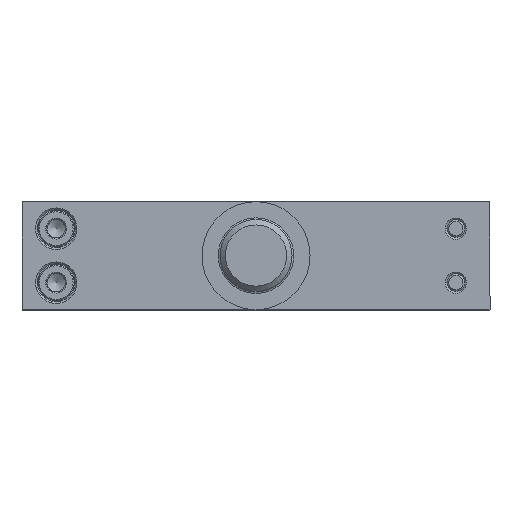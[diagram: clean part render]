
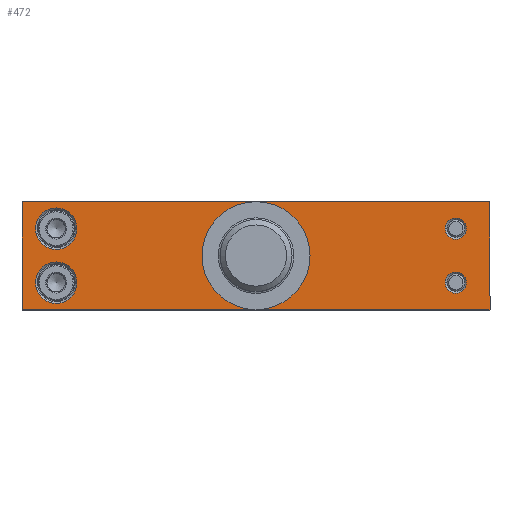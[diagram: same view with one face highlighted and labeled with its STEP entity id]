
A CAD part, top view. The second image highlights one B-rep face of the part: STEP entity #472.
In plain terms, the highlighted face is planar.
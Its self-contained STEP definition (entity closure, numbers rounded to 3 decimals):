
#339=CARTESIAN_POINT('',(-65.,15.,-12.5));
#340=VERTEX_POINT('',#339);
#347=CARTESIAN_POINT('',(-65.0,-15.,-12.5));
#348=VERTEX_POINT('',#347);
#349=CARTESIAN_POINT('',(-65.,15.,-12.5));
#350=DIRECTION('',(0.0,-1.0,0.0));
#351=VECTOR('',#350,30.0);
#352=LINE('',#349,#351);
#353=EDGE_CURVE('',#340,#348,#352,.T.);
#383=CARTESIAN_POINT('',(-58.458,-7.5,-12.5));
#384=VERTEX_POINT('',#383);
#385=CARTESIAN_POINT('',(-55.5,-7.5,-12.5));
#386=DIRECTION('',(0.0,0.0,-1.0));
#387=DIRECTION('',(1.0,0.0,0.0));
#388=AXIS2_PLACEMENT_3D('',#385,#386,#387);
#389=CIRCLE('',#388,2.958);
#390=EDGE_CURVE('',#384,#384,#389,.T.);
#395=CARTESIAN_POINT('',(0.,0.,-12.5));
#396=DIRECTION('',(0.0,0.0,1.0));
#397=DIRECTION('',(1.0,0.0,0.0));
#398=AXIS2_PLACEMENT_3D('',#395,#396,#397);
#399=PLANE('',#398);
#400=ORIENTED_EDGE('',*,*,#353,.F.);
#401=CARTESIAN_POINT('',(65.,15.,-12.5));
#402=VERTEX_POINT('',#401);
#403=CARTESIAN_POINT('',(65.,15.,-12.5));
#404=DIRECTION('',(-1.0,0.0,0.0));
#405=VECTOR('',#404,130.0);
#406=LINE('',#403,#405);
#407=EDGE_CURVE('',#402,#340,#406,.T.);
#408=ORIENTED_EDGE('',*,*,#407,.F.);
#409=CARTESIAN_POINT('',(65.,-15.,-12.5));
#410=VERTEX_POINT('',#409);
#411=CARTESIAN_POINT('',(65.,-15.,-12.5));
#412=DIRECTION('',(0.0,1.0,0.0));
#413=VECTOR('',#412,30.);
#414=LINE('',#411,#413);
#415=EDGE_CURVE('',#410,#402,#414,.T.);
#416=ORIENTED_EDGE('',*,*,#415,.F.);
#417=CARTESIAN_POINT('',(-65.0,-15.,-12.5));
#418=DIRECTION('',(1.0,0.0,0.0));
#419=VECTOR('',#418,130.);
#420=LINE('',#417,#419);
#421=EDGE_CURVE('',#348,#410,#420,.T.);
#422=ORIENTED_EDGE('',*,*,#421,.F.);
#423=EDGE_LOOP('',(#400,#408,#416,#422));
#424=FACE_OUTER_BOUND('',#423,.T.);
#425=CARTESIAN_POINT('',(49.75,7.5,-12.5));
#426=VERTEX_POINT('',#425);
#427=CARTESIAN_POINT('',(55.5,7.5,-12.5));
#428=DIRECTION('',(0.0,0.0,-1.0));
#429=DIRECTION('',(1.0,0.0,0.0));
#430=AXIS2_PLACEMENT_3D('',#427,#428,#429);
#431=CIRCLE('',#430,5.75);
#432=EDGE_CURVE('',#426,#426,#431,.T.);
#433=ORIENTED_EDGE('',*,*,#432,.F.);
#434=EDGE_LOOP('',(#433));
#435=FACE_BOUND('',#434,.T.);
#436=CARTESIAN_POINT('',(49.75,-7.5,-12.5));
#437=VERTEX_POINT('',#436);
#438=CARTESIAN_POINT('',(55.5,-7.5,-12.5));
#439=DIRECTION('',(0.0,0.0,-1.0));
#440=DIRECTION('',(1.0,0.0,0.0));
#441=AXIS2_PLACEMENT_3D('',#438,#439,#440);
#442=CIRCLE('',#441,5.75);
#443=EDGE_CURVE('',#437,#437,#442,.T.);
#444=ORIENTED_EDGE('',*,*,#443,.F.);
#445=EDGE_LOOP('',(#444));
#446=FACE_BOUND('',#445,.T.);
#447=CARTESIAN_POINT('',(-10.5,0.,-12.5));
#448=VERTEX_POINT('',#447);
#449=CARTESIAN_POINT('',(0.0,0.0,-12.5));
#450=DIRECTION('',(0.0,0.0,-1.0));
#451=DIRECTION('',(1.0,0.0,0.0));
#452=AXIS2_PLACEMENT_3D('',#449,#450,#451);
#453=CIRCLE('',#452,10.5);
#454=EDGE_CURVE('',#448,#448,#453,.T.);
#455=ORIENTED_EDGE('',*,*,#454,.F.);
#456=EDGE_LOOP('',(#455));
#457=FACE_BOUND('',#456,.T.);
#458=CARTESIAN_POINT('',(-58.459,7.5,-12.5));
#459=VERTEX_POINT('',#458);
#460=CARTESIAN_POINT('',(-55.5,7.5,-12.5));
#461=DIRECTION('',(0.0,0.0,-1.0));
#462=DIRECTION('',(1.0,0.0,0.0));
#463=AXIS2_PLACEMENT_3D('',#460,#461,#462);
#464=CIRCLE('',#463,2.958);
#465=EDGE_CURVE('',#459,#459,#464,.T.);
#466=ORIENTED_EDGE('',*,*,#465,.F.);
#467=EDGE_LOOP('',(#466));
#468=FACE_BOUND('',#467,.T.);
#469=ORIENTED_EDGE('',*,*,#390,.F.);
#470=EDGE_LOOP('',(#469));
#471=FACE_BOUND('',#470,.T.);
#472=ADVANCED_FACE('',(#424,#435,#446,#457,#468,#471),#399,.F.);
